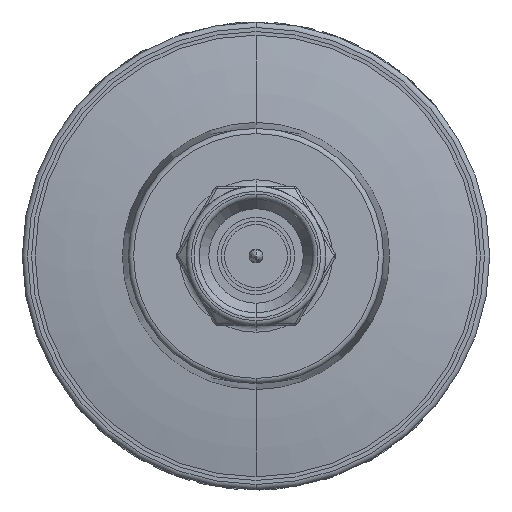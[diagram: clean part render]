
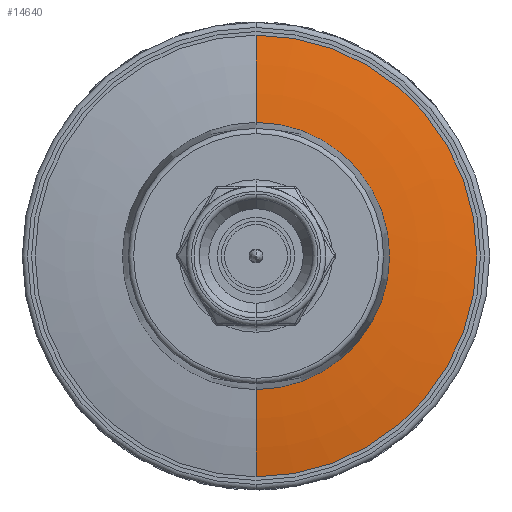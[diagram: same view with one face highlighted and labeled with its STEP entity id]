
A CAD part, front view. The second image highlights one B-rep face of the part: STEP entity #14640.
In plain terms, the highlighted toroidal (fillet/blend) face has major radius 3.879 mm and minor radius 46.315 mm.
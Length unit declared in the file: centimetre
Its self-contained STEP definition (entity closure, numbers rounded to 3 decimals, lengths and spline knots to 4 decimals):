
#613 = CARTESIAN_POINT ( 'NONE',  ( 0., 12.2261, 0.3879 ) ) ;
#740 = CARTESIAN_POINT ( 'NONE',  ( 0., 7.61, -0.765 ) ) ;
#879 = DIRECTION ( 'NONE',  ( 0., 0., 1. ) ) ;
#1444 = DIRECTION ( 'NONE',  ( 0., 1., 0. ) ) ;
#1758 = DIRECTION ( 'NONE',  ( 0., 0., 1. ) ) ;
#2326 = TOROIDAL_SURFACE ( 'NONE', #23395, 0.3879, 4.6315 ) ;
#2555 = CARTESIAN_POINT ( 'NONE',  ( 0., 7.6784, -1.265 ) ) ;
#3424 = ORIENTED_EDGE ( 'NONE', *, *, #7261, .F. ) ;
#4512 = VERTEX_POINT ( 'NONE', #2555 ) ;
#4550 = CARTESIAN_POINT ( 'NONE',  ( 0., 7.6784, 1.265 ) ) ;
#7127 = VERTEX_POINT ( 'NONE', #4550 ) ;
#7261 = EDGE_CURVE ( 'NONE', #7127, #4512, #18004, .T. ) ;
#7577 = CARTESIAN_POINT ( 'NONE',  ( 0., 7.61, 0.765 ) ) ;
#8757 = CARTESIAN_POINT ( 'NONE',  ( 0., 7.61, 0. ) ) ;
#8865 = CIRCLE ( 'NONE', #16465, 4.6315 ) ;
#9745 = EDGE_CURVE ( 'NONE', #16990, #14077, #17080, .T. ) ;
#10335 = FACE_OUTER_BOUND ( 'NONE', #13494, .T. ) ;
#10617 = DIRECTION ( 'NONE',  ( 0., 0., -1. ) ) ;
#10772 = CARTESIAN_POINT ( 'NONE',  ( 0., 12.2261, -0.3879 ) ) ;
#11273 = DIRECTION ( 'NONE',  ( -1., 0., 0. ) ) ;
#11854 = CARTESIAN_POINT ( 'NONE',  ( 0., 12.2261, 0. ) ) ;
#13494 = EDGE_LOOP ( 'NONE', ( #20706, #19941, #3424, #13952 ) ) ;
#13835 = AXIS2_PLACEMENT_3D ( 'NONE', #23643, #1444, #1758 ) ;
#13952 = ORIENTED_EDGE ( 'NONE', *, *, #17590, .F. ) ;
#14077 = VERTEX_POINT ( 'NONE', #740 ) ;
#14245 = DIRECTION ( 'NONE',  ( 0., 0., 1. ) ) ;
#14619 = CIRCLE ( 'NONE', #16652, 4.6315 ) ;
#14640 = ADVANCED_FACE ( 'NONE', ( #10335 ), #2326, .T. ) ;
#15221 = DIRECTION ( 'NONE',  ( 0., 0., 1. ) ) ;
#16465 = AXIS2_PLACEMENT_3D ( 'NONE', #613, #11273, #15221 ) ;
#16652 = AXIS2_PLACEMENT_3D ( 'NONE', #10772, #18128, #10617 ) ;
#16990 = VERTEX_POINT ( 'NONE', #7577 ) ;
#17080 = CIRCLE ( 'NONE', #17586, 0.765 ) ;
#17586 = AXIS2_PLACEMENT_3D ( 'NONE', #8757, #21828, #14245 ) ;
#17590 = EDGE_CURVE ( 'NONE', #16990, #7127, #8865, .T. ) ;
#18004 = CIRCLE ( 'NONE', #13835, 1.265 ) ;
#18128 = DIRECTION ( 'NONE',  ( 1., 0., 0. ) ) ;
#18916 = EDGE_CURVE ( 'NONE', #14077, #4512, #14619, .T. ) ;
#19941 = ORIENTED_EDGE ( 'NONE', *, *, #18916, .T. ) ;
#20706 = ORIENTED_EDGE ( 'NONE', *, *, #9745, .T. ) ;
#21828 = DIRECTION ( 'NONE',  ( 0., 1., 0. ) ) ;
#22908 = DIRECTION ( 'NONE',  ( 0., 1., 0. ) ) ;
#23395 = AXIS2_PLACEMENT_3D ( 'NONE', #11854, #22908, #879 ) ;
#23643 = CARTESIAN_POINT ( 'NONE',  ( 0., 7.6784, 0. ) ) ;
